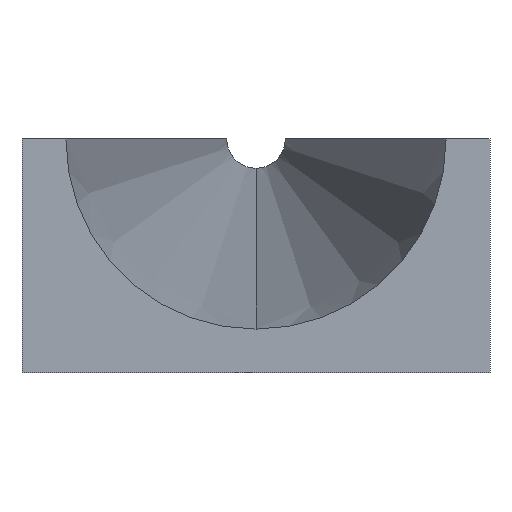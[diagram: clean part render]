
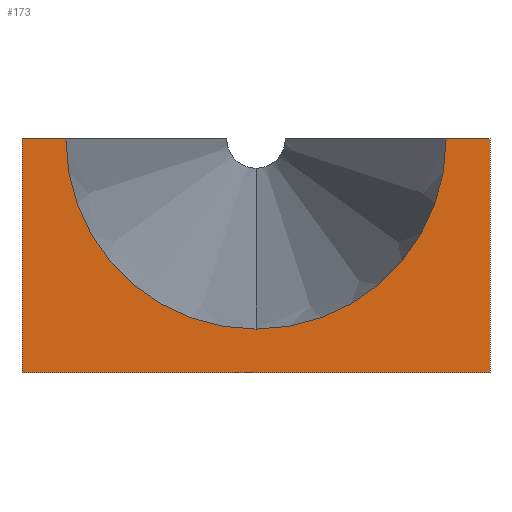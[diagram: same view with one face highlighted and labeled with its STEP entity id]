
A CAD part, front view. The second image highlights one B-rep face of the part: STEP entity #173.
In plain terms, the highlighted planar face has unit normal (0, -1, 0).
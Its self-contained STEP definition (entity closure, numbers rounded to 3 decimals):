
#36=CARTESIAN_POINT('Line Origine',(0.,0.,0.)) ;
#40=CARTESIAN_POINT('Vertex',(-50.8,0.,0.)) ;
#42=CARTESIAN_POINT('Vertex',(50.8,0.,0.)) ;
#76=CARTESIAN_POINT('Line Origine',(-50.8,0.,25.4)) ;
#80=CARTESIAN_POINT('Vertex',(-50.8,0.,50.8)) ;
#118=CARTESIAN_POINT('Vertex',(50.8,0.,50.8)) ;
#121=CARTESIAN_POINT('Line Origine',(50.8,0.,25.4)) ;
#133=CARTESIAN_POINT('Axis2P3D Location',(0.,0.,50.8)) ;
#138=CARTESIAN_POINT('Line Origine',(-46.038,0.,50.8)) ;
#142=CARTESIAN_POINT('Vertex',(-41.275,0.,50.8)) ;
#145=CARTESIAN_POINT('Line Origine',(46.038,0.,50.8)) ;
#149=CARTESIAN_POINT('Vertex',(41.275,0.,50.8)) ;
#152=CARTESIAN_POINT('Axis2P3D Location',(0.,0.,50.8)) ;
#156=CARTESIAN_POINT('Vertex',(0.,0.,9.525)) ;
#159=CARTESIAN_POINT('Axis2P3D Location',(0.,0.,50.8)) ;
#38=VECTOR('Line Direction',#37,1.) ;
#78=VECTOR('Line Direction',#77,1.) ;
#123=VECTOR('Line Direction',#122,1.) ;
#140=VECTOR('Line Direction',#139,1.) ;
#147=VECTOR('Line Direction',#146,1.) ;
#37=DIRECTION('Vector Direction',(1.,0.,0.)) ;
#77=DIRECTION('Vector Direction',(0.,0.,-1.)) ;
#122=DIRECTION('Vector Direction',(0.,0.,-1.)) ;
#134=DIRECTION('Axis2P3D Direction',(0.,-1.,0.)) ;
#135=DIRECTION('Axis2P3D XDirection',(0.,0.,-1.)) ;
#139=DIRECTION('Vector Direction',(1.,0.,0.)) ;
#146=DIRECTION('Vector Direction',(1.,0.,0.)) ;
#153=DIRECTION('Axis2P3D Direction',(0.,-1.,0.)) ;
#160=DIRECTION('Axis2P3D Direction',(0.,-1.,0.)) ;
#136=AXIS2_PLACEMENT_3D('Plane Axis2P3D',#133,#134,#135) ;
#154=AXIS2_PLACEMENT_3D('Circle Axis2P3D',#152,#153,$) ;
#161=AXIS2_PLACEMENT_3D('Circle Axis2P3D',#159,#160,$) ;
#39=LINE('Line',#36,#38) ;
#79=LINE('Line',#76,#78) ;
#124=LINE('Line',#121,#123) ;
#141=LINE('Line',#138,#140) ;
#148=LINE('Line',#145,#147) ;
#155=CIRCLE('generated circle',#154,41.275) ;
#162=CIRCLE('generated circle',#161,41.275) ;
#137=PLANE('',#136) ;
#44=EDGE_CURVE('',#41,#43,#39,.T.) ;
#82=EDGE_CURVE('',#81,#41,#79,.T.) ;
#125=EDGE_CURVE('',#119,#43,#124,.T.) ;
#144=EDGE_CURVE('',#81,#143,#141,.T.) ;
#151=EDGE_CURVE('',#150,#119,#148,.T.) ;
#158=EDGE_CURVE('',#150,#157,#155,.F.) ;
#163=EDGE_CURVE('',#157,#143,#162,.F.) ;
#165=ORIENTED_EDGE('',*,*,#144,.F.) ;
#166=ORIENTED_EDGE('',*,*,#82,.T.) ;
#167=ORIENTED_EDGE('',*,*,#44,.T.) ;
#168=ORIENTED_EDGE('',*,*,#125,.F.) ;
#169=ORIENTED_EDGE('',*,*,#151,.F.) ;
#170=ORIENTED_EDGE('',*,*,#158,.T.) ;
#171=ORIENTED_EDGE('',*,*,#163,.T.) ;
#164=EDGE_LOOP('',(#165,#166,#167,#168,#169,#170,#171)) ;
#41=VERTEX_POINT('',#40) ;
#43=VERTEX_POINT('',#42) ;
#81=VERTEX_POINT('',#80) ;
#119=VERTEX_POINT('',#118) ;
#143=VERTEX_POINT('',#142) ;
#150=VERTEX_POINT('',#149) ;
#157=VERTEX_POINT('',#156) ;
#173=ADVANCED_FACE('PartBody',(#172),#137,.T.) ;
#172=FACE_OUTER_BOUND('',#164,.T.) ;
